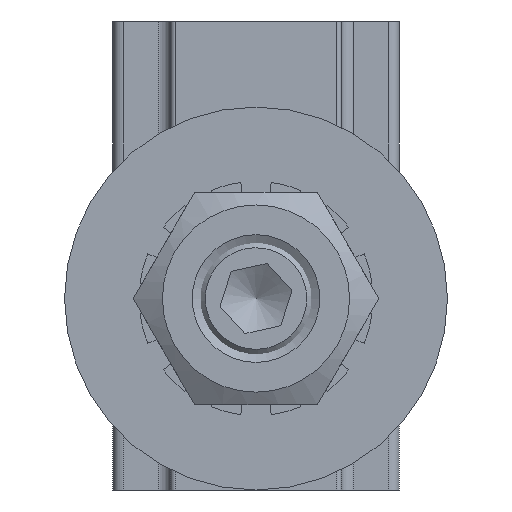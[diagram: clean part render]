
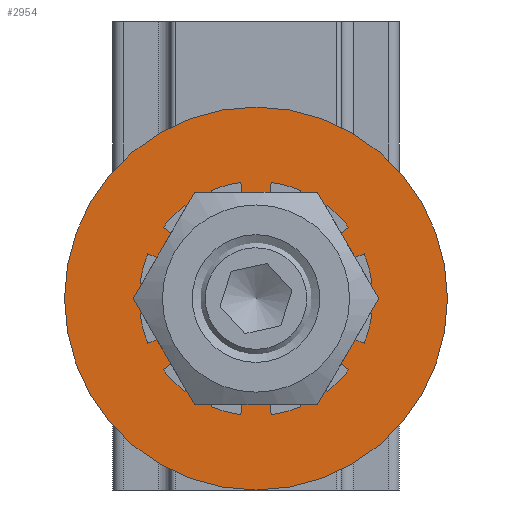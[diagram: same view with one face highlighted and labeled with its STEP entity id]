
A CAD part, front view. The second image highlights one B-rep face of the part: STEP entity #2954.
In plain terms, the highlighted face is planar.
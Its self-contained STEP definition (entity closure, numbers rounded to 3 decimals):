
#2892=CARTESIAN_POINT('',(1.6,3.2,0.));
#2893=VERTEX_POINT('',#2892);
#2894=CARTESIAN_POINT('',(1.6,0.0,0.0));
#2895=DIRECTION('',(-1.0,0.0,0.0));
#2896=DIRECTION('',(0.0,-1.0,0.0));
#2897=AXIS2_PLACEMENT_3D('',#2894,#2895,#2896);
#2898=CIRCLE('',#2897,3.2);
#2899=EDGE_CURVE('',#2893,#2893,#2898,.T.);
#2920=CARTESIAN_POINT('',(1.6,9.0,0.));
#2921=VERTEX_POINT('',#2920);
#2922=CARTESIAN_POINT('',(1.6,0.0,0.0));
#2923=DIRECTION('',(-1.0,0.0,0.0));
#2924=DIRECTION('',(0.0,-1.0,0.0));
#2925=AXIS2_PLACEMENT_3D('',#2922,#2923,#2924);
#2926=CIRCLE('',#2925,9.0);
#2927=EDGE_CURVE('',#2921,#2921,#2926,.T.);
#2943=CARTESIAN_POINT('',(1.6,0.0,0.0));
#2944=DIRECTION('',(-1.0,0.0,0.0));
#2945=DIRECTION('',(0.0,0.0,1.0));
#2946=AXIS2_PLACEMENT_3D('',#2943,#2944,#2945);
#2947=PLANE('',#2946);
#2948=ORIENTED_EDGE('',*,*,#2927,.F.);
#2949=EDGE_LOOP('',(#2948));
#2950=FACE_OUTER_BOUND('',#2949,.T.);
#2951=ORIENTED_EDGE('',*,*,#2899,.T.);
#2952=EDGE_LOOP('',(#2951));
#2953=FACE_BOUND('',#2952,.T.);
#2954=ADVANCED_FACE('',(#2950,#2953),#2947,.F.);
